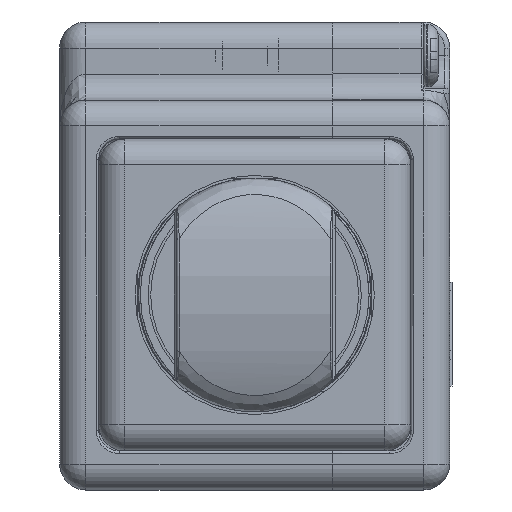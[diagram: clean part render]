
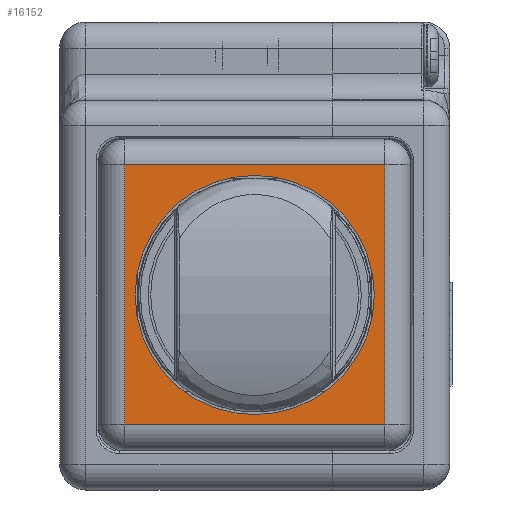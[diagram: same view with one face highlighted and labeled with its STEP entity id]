
A CAD part, front view. The second image highlights one B-rep face of the part: STEP entity #16152.
In plain terms, the highlighted face is planar.
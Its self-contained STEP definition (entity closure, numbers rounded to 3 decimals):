
#963=FACE_BOUND('',#2723,.T.);
#1711=FACE_OUTER_BOUND('',#2722,.T.);
#2722=EDGE_LOOP('',(#13892,#13893,#13894,#13895));
#2723=EDGE_LOOP('',(#13896));
#4014=LINE('',#33800,#5325);
#4015=LINE('',#33802,#5326);
#4016=LINE('',#33804,#5327);
#4017=LINE('',#33805,#5328);
#5325=VECTOR('',#21952,10.);
#5326=VECTOR('',#21953,10.);
#5327=VECTOR('',#21954,10.);
#5328=VECTOR('',#21955,10.);
#6210=CIRCLE('',#17814,4.6);
#7538=VERTEX_POINT('',#33798);
#7539=VERTEX_POINT('',#33799);
#7540=VERTEX_POINT('',#33801);
#7541=VERTEX_POINT('',#33803);
#7542=VERTEX_POINT('',#33806);
#9703=EDGE_CURVE('',#7538,#7539,#4014,.T.);
#9704=EDGE_CURVE('',#7539,#7540,#4015,.T.);
#9705=EDGE_CURVE('',#7540,#7541,#4016,.T.);
#9706=EDGE_CURVE('',#7541,#7538,#4017,.T.);
#9707=EDGE_CURVE('',#7542,#7542,#6210,.T.);
#13892=ORIENTED_EDGE('',*,*,#9703,.T.);
#13893=ORIENTED_EDGE('',*,*,#9704,.T.);
#13894=ORIENTED_EDGE('',*,*,#9705,.T.);
#13895=ORIENTED_EDGE('',*,*,#9706,.T.);
#13896=ORIENTED_EDGE('',*,*,#9707,.T.);
#15338=PLANE('',#17813);
#16152=ADVANCED_FACE('',(#1711,#963),#15338,.F.);
#17813=AXIS2_PLACEMENT_3D('',#33797,#21950,#21951);
#17814=AXIS2_PLACEMENT_3D('',#33807,#21956,#21957);
#21950=DIRECTION('center_axis',(0.,-1.,0.));
#21951=DIRECTION('ref_axis',(1.,0.,0.));
#21952=DIRECTION('',(-1.,0.,0.));
#21953=DIRECTION('',(0.,0.,1.));
#21954=DIRECTION('',(1.,0.,0.));
#21955=DIRECTION('',(0.,0.,-1.));
#21956=DIRECTION('center_axis',(0.,-1.,0.));
#21957=DIRECTION('ref_axis',(-1.,0.,0.));
#33797=CARTESIAN_POINT('Origin',(0.,0.,0.));
#33798=CARTESIAN_POINT('',(5.,0.,-5.));
#33799=CARTESIAN_POINT('',(-5.,0.,-5.));
#33800=CARTESIAN_POINT('',(5.,0.,-5.));
#33801=CARTESIAN_POINT('',(-5.,0.,5.));
#33802=CARTESIAN_POINT('',(-5.,0.,-5.));
#33803=CARTESIAN_POINT('',(5.,0.,5.));
#33804=CARTESIAN_POINT('',(-5.,0.,5.));
#33805=CARTESIAN_POINT('',(5.,0.,5.));
#33806=CARTESIAN_POINT('',(4.6,0.,0.));
#33807=CARTESIAN_POINT('Origin',(0.,0.,0.));
